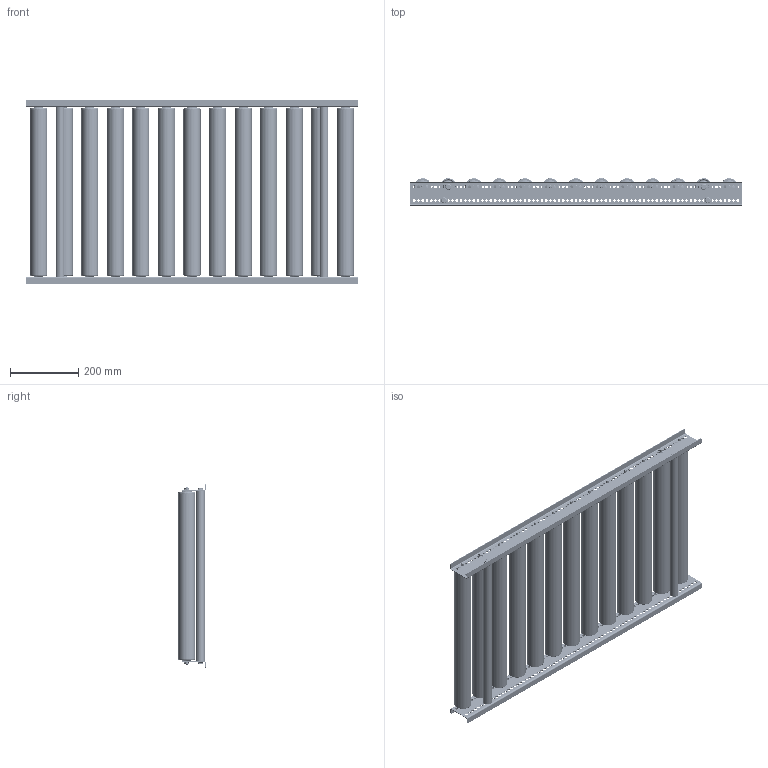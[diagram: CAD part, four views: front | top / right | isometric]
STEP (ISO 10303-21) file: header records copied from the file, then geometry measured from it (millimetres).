
FILE_DESCRIPTION (( 'STEP AP214' ), '1' );
FILE_NAME ('0052036_3.step', '2021-10-14T11:20:53', ( '' ), ( '' ), 'SwSTEP 2.0', 'SolidWorks 2020', '' );
FILE_SCHEMA (( 'AUTOMOTIVE_DESIGN' ));
Length unit declared in the file: millimetre
Products named in the file (15): 0017015_Tragrollenrohr-Ø50x2,8KU_KFG_0017015_L=480; 0039778-Achse-ST-Ø08-KFG_AL520-G; Sicherungsring_DIN471_8x0.8_Circlip DIN 471 - 8 x 0.8; 0024178_Passscheibe_DIN988_12x18x1; Profil_LRB-20x70x20x2_KFG_S100213_U-PROFIL-20-70-20-2-LRB-L=975; Druckfeder_1,2x10x30; 0039780-Achse-ST-Ø12-KFG_IGM8-AL=500; S100994_Sperrzahnschraube_M08x16-8.8-A2K; 0052036_3; 0026266_Typ-KUT100-50x2,8-12; 0026267_Typ-KUT100-50x2,8-8_Lageboden-schematisch; KUT100-50x2,8-KB-A12-IGM8-EL=KFG_0041315_KUT100-50x2,8-KB-A12-IGM8-EL=500 ; 0017015_Tragrollenrohr-Ø50x2,8KU_KFG_0017015_L=485; Traversen_KFG_L500; KUT100-50x2,8-KB-A8-FA_KFG_0034515_KUT100-50x2,8-KB-A8-FA-EL=500
Assembly tree (38 placements, depth 3):
  0052036_3
    Profil_LRB-20x70x20x2_KFG_S100213_U-PROFIL-20-70-20-2-LRB-L=975  x2
    KUT100-50x2,8-KB-A12-IGM8-EL=KFG_0041315_KUT100-50x2,8-KB-A12-IGM8-EL=500   x2
      0017015_Tragrollenrohr-Ø50x2,8KU_KFG_0017015_L=485
      0026266_Typ-KUT100-50x2,8-12
      0039780-Achse-ST-Ø12-KFG_IGM8-AL=500
      0024178_Passscheibe_DIN988_12x18x1
    S100994_Sperrzahnschraube_M08x16-8.8-A2K  x8
    Traversen_KFG_L500  x2
    KUT100-50x2,8-KB-A8-FA_KFG_0034515_KUT100-50x2,8-KB-A8-FA-EL=500  x11
      0026267_Typ-KUT100-50x2,8-8_Lageboden-schematisch
      0039778-Achse-ST-Ø08-KFG_AL520-G
      0017015_Tragrollenrohr-Ø50x2,8KU_KFG_0017015_L=480
      Druckfeder_1,2x10x30
      Sicherungsring_DIN471_8x0.8_Circlip DIN 471 - 8 x 0.8
Bounding box: 975 x 80 x 540 mm (x, y, z)
Volume: 4231344.3 mm3; surface area: 3136155.9 mm2
Topology: 241 solids, 241 shells, 4494 faces, 11370 edges, 7238 vertices
Faces by surface type: cylinder 1912, plane 1180, sphere 464, cone 464, torus 452, bspline 22
Entity records: 38685 total; most frequent: CARTESIAN_POINT 10662, DIRECTION 5155, ORIENTED_EDGE 4488, AXIS2_PLACEMENT_3D 2271, EDGE_CURVE 2244, VERTEX_POINT 1468, CIRCLE 1361, EDGE_LOOP 1220
